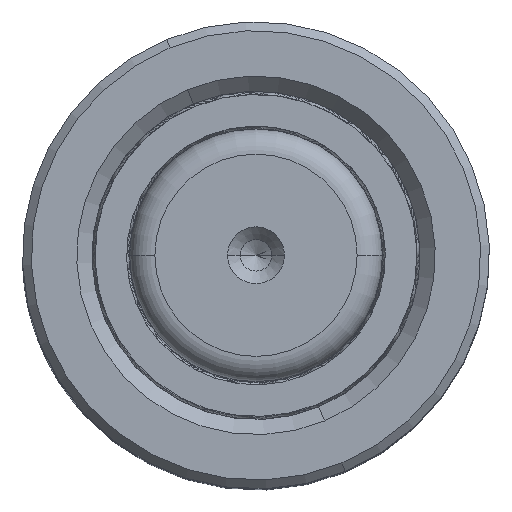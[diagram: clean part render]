
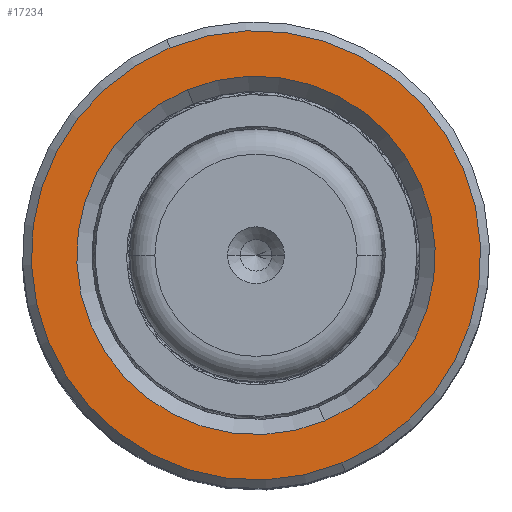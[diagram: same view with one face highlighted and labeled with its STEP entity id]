
A CAD part, top view. The second image highlights one B-rep face of the part: STEP entity #17234.
In plain terms, the highlighted planar face has unit normal (0, 0, 1).
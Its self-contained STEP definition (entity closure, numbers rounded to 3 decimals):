
#448 = AXIS2_PLACEMENT_3D ( 'NONE', #10618, #13312, #7937 ) ;
#468 = FACE_BOUND ( 'NONE', #21862, .T. ) ;
#1035 = ORIENTED_EDGE ( 'NONE', *, *, #29759, .T. ) ;
#1207 = DIRECTION ( 'NONE',  ( 1., 0., 0. ) ) ;
#3200 = ORIENTED_EDGE ( 'NONE', *, *, #4566, .T. ) ;
#3310 = CIRCLE ( 'NONE', #448, 14.2 ) ;
#3748 = DIRECTION ( 'NONE',  ( 1., 0., 0. ) ) ;
#3964 = EDGE_CURVE ( 'NONE', #32075, #28830, #23867, .T. ) ;
#4566 = EDGE_CURVE ( 'NONE', #18853, #17525, #19887, .T. ) ;
#4784 = DIRECTION ( 'NONE',  ( 1., 0., 0. ) ) ;
#6023 = CARTESIAN_POINT ( 'NONE',  ( 14.2, 0., 60. ) ) ;
#6199 = PLANE ( 'NONE',  #17523 ) ;
#7937 = DIRECTION ( 'NONE',  ( 1., 0., 0. ) ) ;
#9119 = CARTESIAN_POINT ( 'NONE',  ( 0., 0., 60. ) ) ;
#10618 = CARTESIAN_POINT ( 'NONE',  ( 0., 0., 60. ) ) ;
#13312 = DIRECTION ( 'NONE',  ( 0., 0., -1. ) ) ;
#14438 = EDGE_CURVE ( 'NONE', #28830, #32075, #20317, .T. ) ;
#14618 = CARTESIAN_POINT ( 'NONE',  ( 0., 0., 60. ) ) ;
#15016 = CARTESIAN_POINT ( 'NONE',  ( 0., 0., 60. ) ) ;
#15192 = AXIS2_PLACEMENT_3D ( 'NONE', #9119, #28975, #3748 ) ;
#15482 = CARTESIAN_POINT ( 'NONE',  ( 17.8, 0., 60. ) ) ;
#16749 = DIRECTION ( 'NONE',  ( 0., 0., 1. ) ) ;
#17234 = ADVANCED_FACE ( 'NONE', ( #24829, #468 ), #6199, .T. ) ;
#17523 = AXIS2_PLACEMENT_3D ( 'NONE', #14618, #16749, #25540 ) ;
#17525 = VERTEX_POINT ( 'NONE', #33668 ) ;
#17684 = ORIENTED_EDGE ( 'NONE', *, *, #14438, .T. ) ;
#18261 = ORIENTED_EDGE ( 'NONE', *, *, #3964, .T. ) ;
#18391 = DIRECTION ( 'NONE',  ( 0., 0., 1. ) ) ;
#18853 = VERTEX_POINT ( 'NONE', #6023 ) ;
#19887 = CIRCLE ( 'NONE', #31333, 14.2 ) ;
#20317 = CIRCLE ( 'NONE', #15192, 17.8 ) ;
#20549 = DIRECTION ( 'NONE',  ( 0., 0., -1. ) ) ;
#20617 = EDGE_LOOP ( 'NONE', ( #17684, #18261 ) ) ;
#21862 = EDGE_LOOP ( 'NONE', ( #3200, #1035 ) ) ;
#23756 = CARTESIAN_POINT ( 'NONE',  ( 0., 0., 60. ) ) ;
#23867 = CIRCLE ( 'NONE', #34195, 17.8 ) ;
#24829 = FACE_OUTER_BOUND ( 'NONE', #20617, .T. ) ;
#25540 = DIRECTION ( 'NONE',  ( 1., 0., 0. ) ) ;
#28688 = CARTESIAN_POINT ( 'NONE',  ( -17.8, 0., 60. ) ) ;
#28830 = VERTEX_POINT ( 'NONE', #28688 ) ;
#28975 = DIRECTION ( 'NONE',  ( 0., 0., 1. ) ) ;
#29759 = EDGE_CURVE ( 'NONE', #17525, #18853, #3310, .T. ) ;
#31333 = AXIS2_PLACEMENT_3D ( 'NONE', #15016, #20549, #1207 ) ;
#32075 = VERTEX_POINT ( 'NONE', #15482 ) ;
#33668 = CARTESIAN_POINT ( 'NONE',  ( -14.2, 0., 60. ) ) ;
#34195 = AXIS2_PLACEMENT_3D ( 'NONE', #23756, #18391, #4784 ) ;
